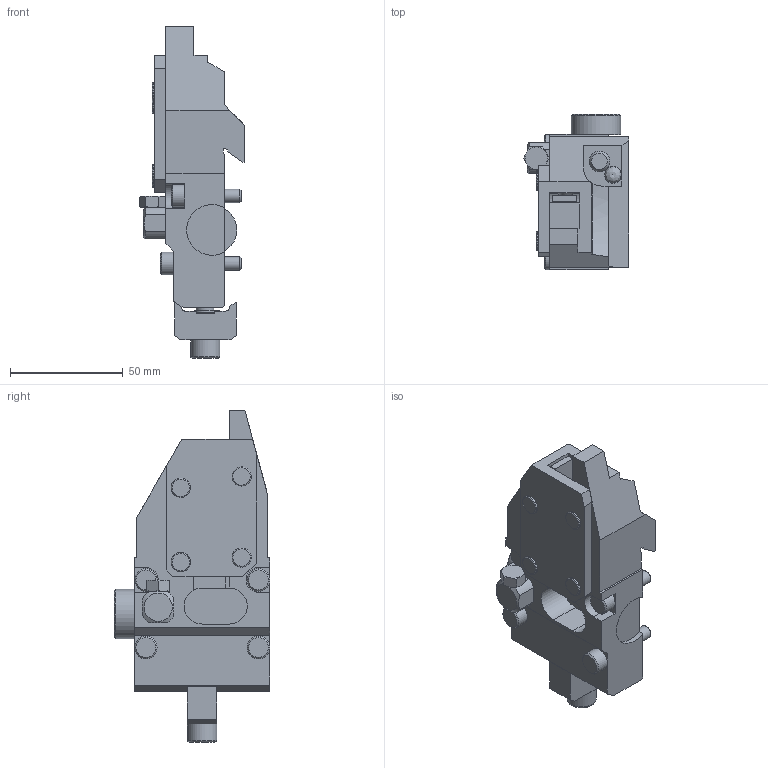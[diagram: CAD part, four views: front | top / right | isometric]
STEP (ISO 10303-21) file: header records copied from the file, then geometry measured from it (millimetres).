
FILE_DESCRIPTION(/* description */ (''),/* implementation_level */ '2;1');
FILE_NAME(/* name */ '10001260470nxv000_00_214.stp',/* time_stamp */ '2023-11-29T11:09:46+01:00',/* author */ (''),/* organization */ (''),/* preprocessor_version */ 'ST-DEVELOPER v18.1',/* originating_system */ 'SIEMENS PLM Software NX 2000',/* authorisation */ '');
FILE_SCHEMA (('AUTOMOTIVE_DESIGN { 1 0 10303 214 3 1 1 1 }'));
Length unit declared in the file: millimetre
Products named in the file (1): 10001260470nxv000_00
Bounding box: 46.77 x 69 x 147.33 mm (x, y, z)
Volume: 166068.5 mm3; surface area: 35198.5 mm2
Topology: 1 solids, 1 shells, 210 faces, 550 edges, 355 vertices
Faces by surface type: plane 126, cylinder 46, cone 26, torus 10, sphere 1, bspline 1
Full cylindrical faces by diameter (mm): 3.8 x1, 6 x4, 6.2 x1, 6.6 x1, 8 x2, 8.5 x4, 10 x4, 13 x1, 22 x1
Entity records: 6132 total; most frequent: CARTESIAN_POINT 1197, DIRECTION 1010, ORIENTED_EDGE 966, EDGE_CURVE 483, AXIS2_PLACEMENT_3D 353, VERTEX_POINT 333, LINE 304, VECTOR 304
